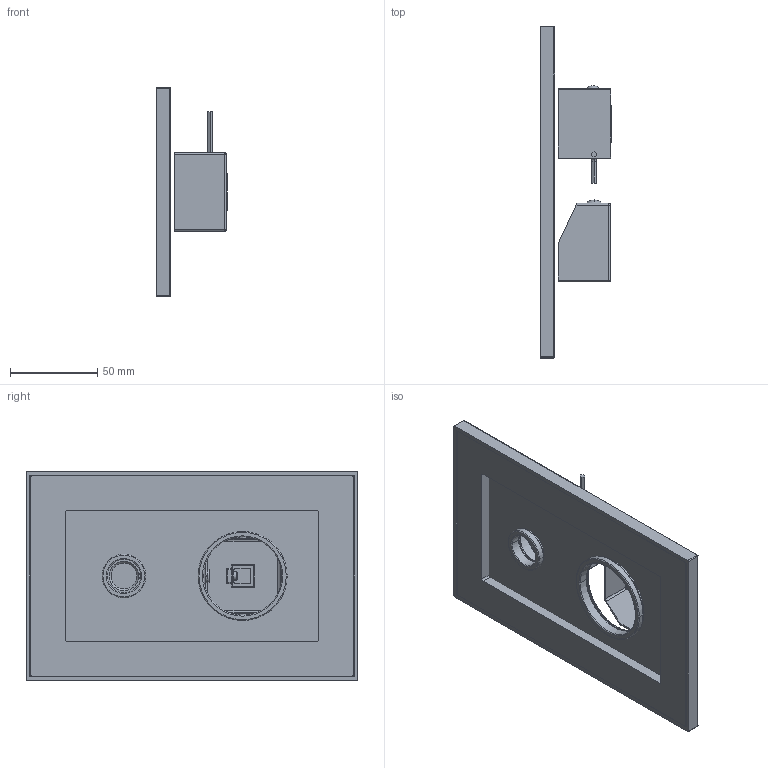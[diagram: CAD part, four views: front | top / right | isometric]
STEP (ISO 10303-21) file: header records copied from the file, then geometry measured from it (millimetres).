
FILE_DESCRIPTION((''),'2;1');
FILE_NAME('LEC019CREST_ASM','2021-01-29T16:36:37',('stefano.gianpani'),('PAFFONI SpA'),'CREO PARAMETRIC BY PTC INC, 2020044','CREO PARAMETRIC BY PTC INC, 2020044','');
FILE_SCHEMA(('CONFIG_CONTROL_DESIGN','SHAPE_APPEARANCE_LAYERS_GROUPS'));
Length unit declared in the file: millimetre
Products named in the file (13): 2041708CR; 592305006A2I; TCF08CRTE; CHBR25; 8001113CR_ASM; 4061169CR_AF3; 2091320; 2091319; 2091341; 2042488GR; 2041560GR; 2091105CRN; LEC019CREST_ASM
Assembly tree (12 placements, depth 3):
  LEC019CREST_ASM
    2041708CR
    8001113CR_ASM
      592305006A2I
      TCF08CRTE
      CHBR25
    4061169CR_AF3
    2091320
    2091319
    2091341
    2042488GR
    2041560GR
    2091105CRN
Bounding box: 40.49 x 190 x 120 mm (x, y, z)
Volume: 165878.9 mm3; surface area: 113404.8 mm2
Topology: 11 solids, 15 shells, 339 faces, 778 edges, 478 vertices
Faces by surface type: cylinder 130, plane 127, torus 28, cone 28, sphere 20, bspline 6
Entity records: 12873 total; most frequent: CARTESIAN_POINT 2325, DIRECTION 1774, ORIENTED_EDGE 1526, PRESENTATION_STYLE_ASSIGNMENT 787, STYLED_ITEM 787, CURVE_STYLE 772, EDGE_CURVE 772, AXIS2_PLACEMENT_3D 689
